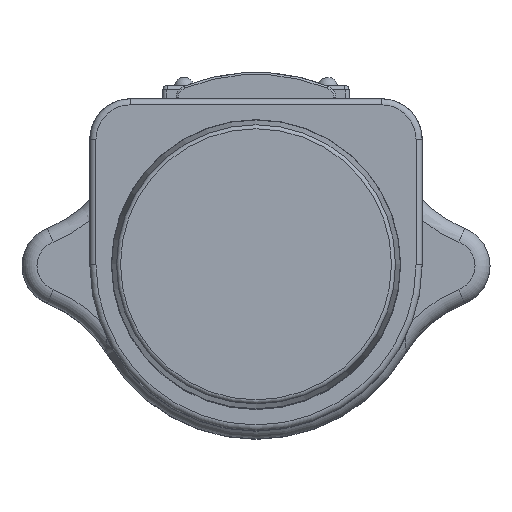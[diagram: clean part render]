
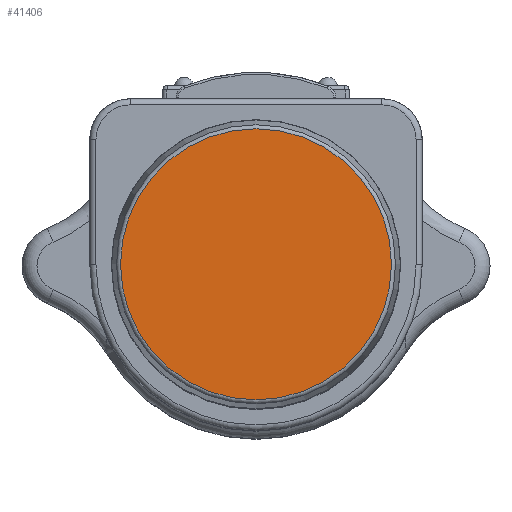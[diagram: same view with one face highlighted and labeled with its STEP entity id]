
A CAD part, top view. The second image highlights one B-rep face of the part: STEP entity #41406.
In plain terms, the highlighted planar face has unit normal (0, 0, 1).
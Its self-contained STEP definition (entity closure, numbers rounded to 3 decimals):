
#5660=FACE_OUTER_BOUND('',#8113,.T.);
#8113=EDGE_LOOP('',(#37038));
#8530=CIRCLE('',#43367,33.444);
#20477=VERTEX_POINT('',#72769);
#26042=EDGE_CURVE('',#20477,#20477,#8530,.T.);
#37038=ORIENTED_EDGE('',*,*,#26042,.F.);
#39382=PLANE('',#43366);
#41406=ADVANCED_FACE('',(#5660),#39382,.T.);
#43366=AXIS2_PLACEMENT_3D('',#72768,#51122,#51123);
#43367=AXIS2_PLACEMENT_3D('',#72770,#51124,#51125);
#51122=DIRECTION('center_axis',(0.,0.,1.));
#51123=DIRECTION('ref_axis',(1.,0.,0.));
#51124=DIRECTION('center_axis',(0.,0.,-1.));
#51125=DIRECTION('ref_axis',(-1.,0.,0.));
#72768=CARTESIAN_POINT('Origin',(32.175,0.,0.));
#72769=CARTESIAN_POINT('',(33.444,0.,0.));
#72770=CARTESIAN_POINT('Origin',(0.,0.,0.));
